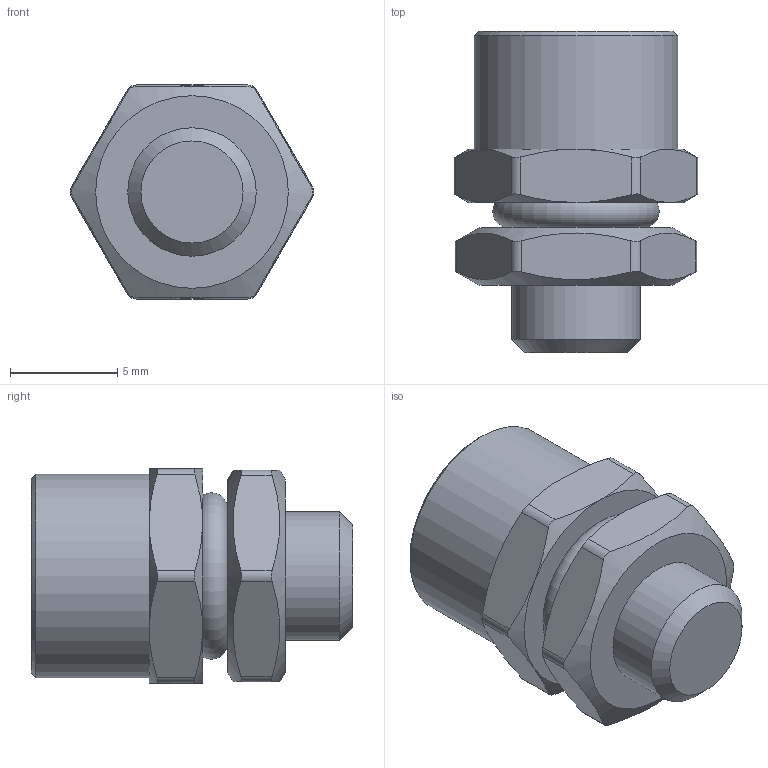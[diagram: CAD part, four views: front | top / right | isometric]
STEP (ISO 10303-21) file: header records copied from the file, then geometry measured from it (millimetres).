
FILE_DESCRIPTION(/* description */ (''),/* implementation_level */ '2;1');
FILE_NAME(/* name */ '',/* time_stamp */ '2024-02-07T08:33:20+07:00',/* author */ ('zeta-09'),/* organization */ (''),/* preprocessor_version */ 'ST-DEVELOPER v19.2',/* originating_system */ 'Autodesk Inventor 2024',/* authorisation */ '');
FILE_SCHEMA (('AUTOMOTIVE_DESIGN { 1 0 10303 214 3 1 1 }'));
Length unit declared in the file: millimetre
Products named in the file (1): Деталь22
Bounding box: 11.39 x 15 x 10 mm (x, y, z)
Volume: 960.1 mm3; surface area: 665.6 mm2
Topology: 1 solids, 1 shells, 49 faces, 117 edges, 74 vertices
Faces by surface type: plane 18, cone 16, cylinder 14, torus 1
Full cylindrical faces by diameter (mm): 6 x1, 9.5 x1
Entity records: 1649 total; most frequent: CARTESIAN_POINT 531, ORIENTED_EDGE 234, DIRECTION 180, EDGE_CURVE 117, AXIS2_PLACEMENT_3D 75, VERTEX_POINT 74, EDGE_LOOP 53, STYLED_ITEM 50
